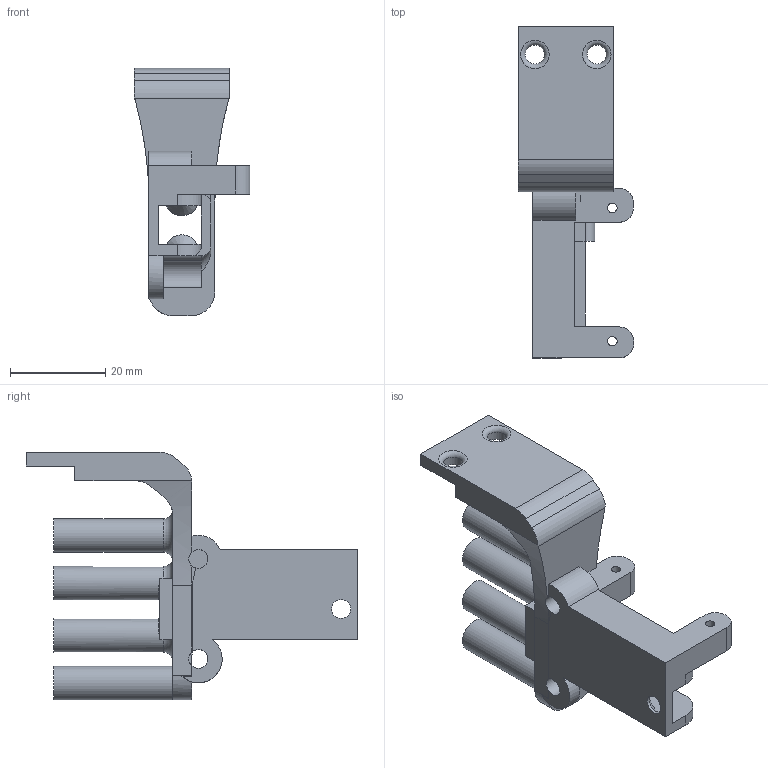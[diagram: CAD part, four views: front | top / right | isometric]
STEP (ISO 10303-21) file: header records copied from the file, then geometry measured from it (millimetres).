
FILE_DESCRIPTION(/* description */ (''),/* implementation_level */ '2;1');
FILE_NAME(/* name */ 'ATC_L_v2 v18.step',/* time_stamp */ '2021-03-20T21:58:15+01:00',/* author */ (''),/* organization */ (''),/* preprocessor_version */ 'ST-DEVELOPER v18.1',/* originating_system */ 'Autodesk Translation Framework v9.10.0.1330',/* authorisation */ '');
FILE_SCHEMA (('AUTOMOTIVE_DESIGN { 1 0 10303 214 3 1 1 }'));
Length unit declared in the file: millimetre
Products named in the file (2): ATC_L_v2; ATC_Y_Axis_Slider_Down_BEARBEITET v7
Assembly tree (1 placements, depth 2):
  ATC_L_v2
    ATC_Y_Axis_Slider_Down_BEARBEITET v7
Bounding box: 24.26 x 69.67 x 52 mm (x, y, z)
Volume: 15321.4 mm3; surface area: 9417.3 mm2
Topology: 1 solids, 1 shells, 103 faces, 303 edges, 200 vertices
Faces by surface type: plane 58, cylinder 35, torus 6, cone 3, bspline 1
Full cylindrical faces by diameter (mm): 2 x2, 4 x5, 7 x4
Entity records: 3693 total; most frequent: CARTESIAN_POINT 813, ORIENTED_EDGE 610, DIRECTION 586, EDGE_CURVE 305, AXIS2_PLACEMENT_3D 205, VERTEX_POINT 200, LINE 176, VECTOR 176
